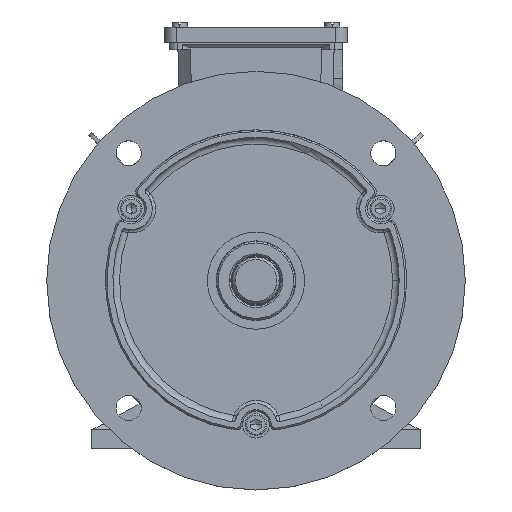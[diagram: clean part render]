
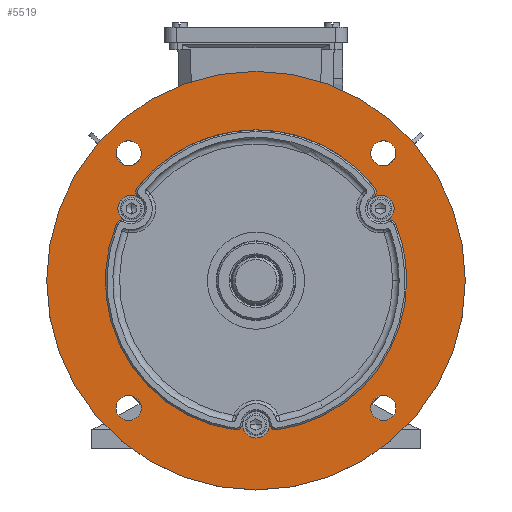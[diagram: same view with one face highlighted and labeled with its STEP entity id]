
A CAD part, top view. The second image highlights one B-rep face of the part: STEP entity #5519.
In plain terms, the highlighted planar face has unit normal (0, 0, 1).
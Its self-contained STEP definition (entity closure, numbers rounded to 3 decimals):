
#327=FACE_BOUND('',#16009,.T.);
#328=FACE_BOUND('',#16010,.T.);
#329=FACE_BOUND('',#16011,.T.);
#330=FACE_BOUND('',#16012,.T.);
#331=FACE_BOUND('',#16013,.T.);
#332=FACE_BOUND('',#16014,.T.);
#3591=PLANE('',#82365);
#5519=ADVANCED_FACE('',(#327,#328,#329,#330,#331,#332),#3591,.F.);
#16009=EDGE_LOOP('',(#34194,#34195));
#16010=EDGE_LOOP('',(#34196,#34197));
#16011=EDGE_LOOP('',(#34198,#34199));
#16012=EDGE_LOOP('',(#34200,#34201,#34202,#34203,#34204,#34205,#34206,#34207,
#34208,#34209,#34210,#34211,#34212,#34213,#34214,#34215,#34216));
#16013=EDGE_LOOP('',(#34217,#34218));
#16014=EDGE_LOOP('',(#34219,#34220));
#34194=ORIENTED_EDGE('',*,*,#65921,.F.);
#34195=ORIENTED_EDGE('',*,*,#66127,.F.);
#34196=ORIENTED_EDGE('',*,*,#65925,.F.);
#34197=ORIENTED_EDGE('',*,*,#66128,.F.);
#34198=ORIENTED_EDGE('',*,*,#66129,.F.);
#34199=ORIENTED_EDGE('',*,*,#65931,.F.);
#34200=ORIENTED_EDGE('',*,*,#66130,.F.);
#34201=ORIENTED_EDGE('',*,*,#66131,.F.);
#34202=ORIENTED_EDGE('',*,*,#66132,.F.);
#34203=ORIENTED_EDGE('',*,*,#65939,.F.);
#34204=ORIENTED_EDGE('',*,*,#66133,.F.);
#34205=ORIENTED_EDGE('',*,*,#66134,.F.);
#34206=ORIENTED_EDGE('',*,*,#66135,.F.);
#34207=ORIENTED_EDGE('',*,*,#66136,.F.);
#34208=ORIENTED_EDGE('',*,*,#66137,.F.);
#34209=ORIENTED_EDGE('',*,*,#65948,.F.);
#34210=ORIENTED_EDGE('',*,*,#66138,.F.);
#34211=ORIENTED_EDGE('',*,*,#66139,.F.);
#34212=ORIENTED_EDGE('',*,*,#65950,.F.);
#34213=ORIENTED_EDGE('',*,*,#66140,.F.);
#34214=ORIENTED_EDGE('',*,*,#66141,.F.);
#34215=ORIENTED_EDGE('',*,*,#65935,.F.);
#34216=ORIENTED_EDGE('',*,*,#66142,.F.);
#34217=ORIENTED_EDGE('',*,*,#65954,.F.);
#34218=ORIENTED_EDGE('',*,*,#66143,.F.);
#34219=ORIENTED_EDGE('',*,*,#65958,.F.);
#34220=ORIENTED_EDGE('',*,*,#66144,.F.);
#57989=VERTEX_POINT('',#114764);
#57990=VERTEX_POINT('',#114765);
#57993=VERTEX_POINT('',#114773);
#57994=VERTEX_POINT('',#114774);
#57997=VERTEX_POINT('',#114783);
#57998=VERTEX_POINT('',#114785);
#58001=VERTEX_POINT('',#114792);
#58002=VERTEX_POINT('',#114794);
#58005=VERTEX_POINT('',#114801);
#58006=VERTEX_POINT('',#114803);
#58014=VERTEX_POINT('',#114820);
#58015=VERTEX_POINT('',#114822);
#58016=VERTEX_POINT('',#114826);
#58017=VERTEX_POINT('',#114827);
#58020=VERTEX_POINT('',#114835);
#58021=VERTEX_POINT('',#114836);
#58024=VERTEX_POINT('',#114844);
#58025=VERTEX_POINT('',#114845);
#58181=VERTEX_POINT('',#115308);
#58182=VERTEX_POINT('',#115309);
#58183=VERTEX_POINT('',#115311);
#58184=VERTEX_POINT('',#115314);
#58185=VERTEX_POINT('',#115316);
#58186=VERTEX_POINT('',#115318);
#58187=VERTEX_POINT('',#115320);
#58188=VERTEX_POINT('',#115323);
#58189=VERTEX_POINT('',#115326);
#65921=EDGE_CURVE('',#57989,#57990,#77913,.T.);
#65925=EDGE_CURVE('',#57993,#57994,#77915,.T.);
#65931=EDGE_CURVE('',#57997,#57998,#77918,.T.);
#65935=EDGE_CURVE('',#58001,#58002,#77920,.T.);
#65939=EDGE_CURVE('',#58005,#58006,#77922,.T.);
#65948=EDGE_CURVE('',#58014,#58015,#77927,.T.);
#65950=EDGE_CURVE('',#58016,#58017,#77928,.T.);
#65954=EDGE_CURVE('',#58020,#58021,#77930,.T.);
#65958=EDGE_CURVE('',#58024,#58025,#77932,.T.);
#66127=EDGE_CURVE('',#57990,#57989,#78015,.T.);
#66128=EDGE_CURVE('',#57994,#57993,#78016,.T.);
#66129=EDGE_CURVE('',#57998,#57997,#78017,.T.);
#66130=EDGE_CURVE('',#58181,#58182,#78018,.T.);
#66131=EDGE_CURVE('',#58183,#58181,#78019,.T.);
#66132=EDGE_CURVE('',#58006,#58183,#78020,.T.);
#66133=EDGE_CURVE('',#58184,#58005,#78021,.T.);
#66134=EDGE_CURVE('',#58185,#58184,#78022,.T.);
#66135=EDGE_CURVE('',#58186,#58185,#78023,.T.);
#66136=EDGE_CURVE('',#58187,#58186,#78024,.T.);
#66137=EDGE_CURVE('',#58015,#58187,#78025,.T.);
#66138=EDGE_CURVE('',#58188,#58014,#78026,.T.);
#66139=EDGE_CURVE('',#58017,#58188,#78027,.T.);
#66140=EDGE_CURVE('',#58189,#58016,#78028,.T.);
#66141=EDGE_CURVE('',#58002,#58189,#78029,.T.);
#66142=EDGE_CURVE('',#58182,#58001,#78030,.T.);
#66143=EDGE_CURVE('',#58021,#58020,#78031,.T.);
#66144=EDGE_CURVE('',#58025,#58024,#78032,.T.);
#77913=CIRCLE('',#82197,7.5);
#77915=CIRCLE('',#82200,7.5);
#77918=CIRCLE('',#82204,125.);
#77920=CIRCLE('',#82207,8.);
#77922=CIRCLE('',#82210,8.);
#77927=CIRCLE('',#82216,8.);
#77928=CIRCLE('',#82218,90.);
#77930=CIRCLE('',#82221,7.5);
#77932=CIRCLE('',#82224,7.5);
#78015=CIRCLE('',#82347,7.5);
#78016=CIRCLE('',#82348,7.5);
#78017=CIRCLE('',#82349,125.);
#78018=CIRCLE('',#82350,4.);
#78019=CIRCLE('',#82351,90.);
#78020=CIRCLE('',#82352,4.);
#78021=CIRCLE('',#82353,8.);
#78022=CIRCLE('',#82354,4.);
#78023=CIRCLE('',#82355,90.);
#78024=CIRCLE('',#82356,4.);
#78025=CIRCLE('',#82357,8.);
#78026=CIRCLE('',#82358,4.);
#78027=CIRCLE('',#82359,90.);
#78028=CIRCLE('',#82360,4.);
#78029=CIRCLE('',#82361,8.);
#78030=CIRCLE('',#82362,8.);
#78031=CIRCLE('',#82363,7.5);
#78032=CIRCLE('',#82364,7.5);
#82197=AXIS2_PLACEMENT_3D('',#114763,#90819,#90820);
#82200=AXIS2_PLACEMENT_3D('',#114772,#90827,#90828);
#82204=AXIS2_PLACEMENT_3D('',#114784,#90838,#90839);
#82207=AXIS2_PLACEMENT_3D('',#114793,#90846,#90847);
#82210=AXIS2_PLACEMENT_3D('',#114802,#90854,#90855);
#82216=AXIS2_PLACEMENT_3D('',#114821,#90870,#90871);
#82218=AXIS2_PLACEMENT_3D('',#114825,#90875,#90876);
#82221=AXIS2_PLACEMENT_3D('',#114834,#90883,#90884);
#82224=AXIS2_PLACEMENT_3D('',#114843,#90891,#90892);
#82347=AXIS2_PLACEMENT_3D('',#115304,#91214,#91215);
#82348=AXIS2_PLACEMENT_3D('',#115305,#91216,#91217);
#82349=AXIS2_PLACEMENT_3D('',#115306,#91218,#91219);
#82350=AXIS2_PLACEMENT_3D('',#115307,#91220,#91221);
#82351=AXIS2_PLACEMENT_3D('',#115310,#91222,#91223);
#82352=AXIS2_PLACEMENT_3D('',#115312,#91224,#91225);
#82353=AXIS2_PLACEMENT_3D('',#115313,#91226,#91227);
#82354=AXIS2_PLACEMENT_3D('',#115315,#91228,#91229);
#82355=AXIS2_PLACEMENT_3D('',#115317,#91230,#91231);
#82356=AXIS2_PLACEMENT_3D('',#115319,#91232,#91233);
#82357=AXIS2_PLACEMENT_3D('',#115321,#91234,#91235);
#82358=AXIS2_PLACEMENT_3D('',#115322,#91236,#91237);
#82359=AXIS2_PLACEMENT_3D('',#115324,#91238,#91239);
#82360=AXIS2_PLACEMENT_3D('',#115325,#91240,#91241);
#82361=AXIS2_PLACEMENT_3D('',#115327,#91242,#91243);
#82362=AXIS2_PLACEMENT_3D('',#115328,#91244,#91245);
#82363=AXIS2_PLACEMENT_3D('',#115329,#91246,#91247);
#82364=AXIS2_PLACEMENT_3D('',#115330,#91248,#91249);
#82365=AXIS2_PLACEMENT_3D('',#115331,#91250,#91251);
#90819=DIRECTION('',(0.,0.,1.));
#90820=DIRECTION('',(-1.,0.,0.));
#90827=DIRECTION('',(0.,0.,1.));
#90828=DIRECTION('',(-1.,0.,0.));
#90838=DIRECTION('',(0.,0.,-1.));
#90839=DIRECTION('',(1.,0.,0.));
#90846=DIRECTION('',(0.,0.,1.));
#90847=DIRECTION('',(1.,0.,0.));
#90854=DIRECTION('',(0.,0.,1.));
#90855=DIRECTION('',(1.,0.,0.));
#90870=DIRECTION('',(0.,0.,1.));
#90871=DIRECTION('',(1.,0.,0.));
#90875=DIRECTION('',(0.,0.,1.));
#90876=DIRECTION('',(1.,0.,0.));
#90883=DIRECTION('',(0.,0.,1.));
#90884=DIRECTION('',(-1.,0.,0.));
#90891=DIRECTION('',(0.,0.,1.));
#90892=DIRECTION('',(-1.,0.,0.));
#91214=DIRECTION('',(0.,0.,1.));
#91215=DIRECTION('',(-1.,0.,0.));
#91216=DIRECTION('',(0.,0.,1.));
#91217=DIRECTION('',(-1.,0.,0.));
#91218=DIRECTION('',(0.,0.,-1.));
#91219=DIRECTION('',(1.,0.,0.));
#91220=DIRECTION('',(0.,0.,1.));
#91221=DIRECTION('',(1.,0.,0.));
#91222=DIRECTION('',(0.,0.,1.));
#91223=DIRECTION('',(1.,0.,0.));
#91224=DIRECTION('',(0.,0.,1.));
#91225=DIRECTION('',(-1.,0.,0.));
#91226=DIRECTION('',(0.,0.,1.));
#91227=DIRECTION('',(1.,0.,0.));
#91228=DIRECTION('',(0.,0.,1.));
#91229=DIRECTION('',(1.,0.,0.));
#91230=DIRECTION('',(0.,0.,1.));
#91231=DIRECTION('',(1.,0.,0.));
#91232=DIRECTION('',(0.,0.,1.));
#91233=DIRECTION('',(-1.,0.,0.));
#91234=DIRECTION('',(0.,0.,1.));
#91235=DIRECTION('',(1.,0.,0.));
#91236=DIRECTION('',(0.,0.,1.));
#91237=DIRECTION('',(1.,0.,0.));
#91238=DIRECTION('',(0.,0.,1.));
#91239=DIRECTION('',(1.,0.,0.));
#91240=DIRECTION('',(0.,0.,1.));
#91241=DIRECTION('',(-1.,0.,0.));
#91242=DIRECTION('',(0.,0.,1.));
#91243=DIRECTION('',(1.,0.,0.));
#91244=DIRECTION('',(0.,0.,1.));
#91245=DIRECTION('',(1.,0.,0.));
#91246=DIRECTION('',(0.,0.,1.));
#91247=DIRECTION('',(-1.,0.,0.));
#91248=DIRECTION('',(0.,0.,1.));
#91249=DIRECTION('',(-1.,0.,0.));
#91250=DIRECTION('',(0.,0.,-1.));
#91251=DIRECTION('',(1.,0.,0.));
#114763=CARTESIAN_POINT('',(-76.014,-76.014,237.));
#114764=CARTESIAN_POINT('',(-83.514,-76.014,237.));
#114765=CARTESIAN_POINT('',(-68.514,-76.014,237.));
#114772=CARTESIAN_POINT('',(76.014,76.014,237.));
#114773=CARTESIAN_POINT('',(68.514,76.014,237.));
#114774=CARTESIAN_POINT('',(83.514,76.014,237.));
#114783=CARTESIAN_POINT('',(-125.,0.,237.));
#114784=CARTESIAN_POINT('',(0.,0.,237.));
#114785=CARTESIAN_POINT('',(125.,0.,237.));
#114792=CARTESIAN_POINT('',(-8.,-86.,237.));
#114793=CARTESIAN_POINT('',(0.,-86.,237.));
#114794=CARTESIAN_POINT('',(8.,-86.,237.));
#114801=CARTESIAN_POINT('',(-82.478,43.,237.));
#114802=CARTESIAN_POINT('',(-74.478,43.,237.));
#114803=CARTESIAN_POINT('',(-77.985,35.81,237.));
#114820=CARTESIAN_POINT('',(77.985,35.81,237.));
#114821=CARTESIAN_POINT('',(74.478,43.,237.));
#114822=CARTESIAN_POINT('',(82.478,43.,237.));
#114825=CARTESIAN_POINT('',(0.,0.,237.));
#114826=CARTESIAN_POINT('',(12.528,-89.124,237.));
#114827=CARTESIAN_POINT('',(90.,0.,237.));
#114834=CARTESIAN_POINT('',(-76.014,76.014,237.));
#114835=CARTESIAN_POINT('',(-83.514,76.014,237.));
#114836=CARTESIAN_POINT('',(-68.514,76.014,237.));
#114843=CARTESIAN_POINT('',(76.014,-76.014,237.));
#114844=CARTESIAN_POINT('',(68.514,-76.014,237.));
#114845=CARTESIAN_POINT('',(83.514,-76.014,237.));
#115304=CARTESIAN_POINT('',(-76.014,-76.014,237.));
#115305=CARTESIAN_POINT('',(76.014,76.014,237.));
#115306=CARTESIAN_POINT('',(0.,0.,237.));
#115307=CARTESIAN_POINT('',(-11.971,-85.163,237.));
#115308=CARTESIAN_POINT('',(-12.528,-89.124,237.));
#115309=CARTESIAN_POINT('',(-7.981,-85.442,237.));
#115310=CARTESIAN_POINT('',(0.,0.,237.));
#115311=CARTESIAN_POINT('',(-83.447,33.713,237.));
#115312=CARTESIAN_POINT('',(-79.739,32.214,237.));
#115313=CARTESIAN_POINT('',(-74.478,43.,237.));
#115314=CARTESIAN_POINT('',(-70.005,49.632,237.));
#115315=CARTESIAN_POINT('',(-67.768,52.948,237.));
#115316=CARTESIAN_POINT('',(-70.92,55.411,237.));
#115317=CARTESIAN_POINT('',(0.,0.,237.));
#115318=CARTESIAN_POINT('',(70.92,55.411,237.));
#115319=CARTESIAN_POINT('',(67.768,52.948,237.));
#115320=CARTESIAN_POINT('',(70.005,49.632,237.));
#115321=CARTESIAN_POINT('',(74.478,43.,237.));
#115322=CARTESIAN_POINT('',(79.739,32.214,237.));
#115323=CARTESIAN_POINT('',(83.447,33.713,237.));
#115324=CARTESIAN_POINT('',(0.,0.,237.));
#115325=CARTESIAN_POINT('',(11.971,-85.163,237.));
#115326=CARTESIAN_POINT('',(7.981,-85.442,237.));
#115327=CARTESIAN_POINT('',(0.,-86.,237.));
#115328=CARTESIAN_POINT('',(0.,-86.,237.));
#115329=CARTESIAN_POINT('',(-76.014,76.014,237.));
#115330=CARTESIAN_POINT('',(76.014,-76.014,237.));
#115331=CARTESIAN_POINT('',(0.,125.,237.));
